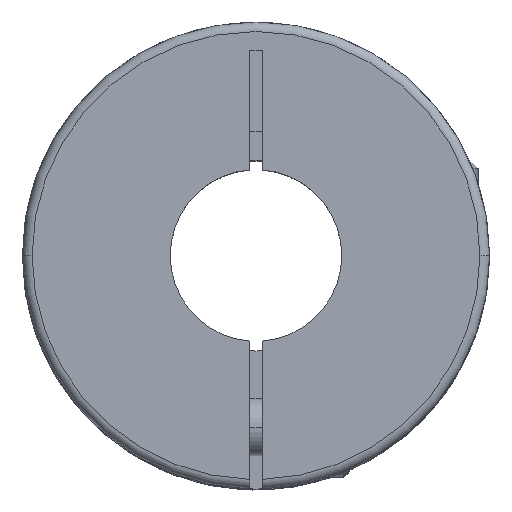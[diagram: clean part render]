
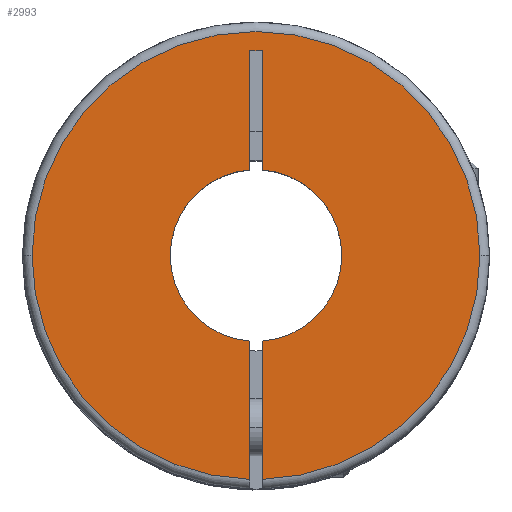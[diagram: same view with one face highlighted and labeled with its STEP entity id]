
A CAD part, top view. The second image highlights one B-rep face of the part: STEP entity #2993.
In plain terms, the highlighted planar face has unit normal (0, 0, 1).
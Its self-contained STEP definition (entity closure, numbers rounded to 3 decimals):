
#6 = DIRECTION ( 'NONE',  ( 0., 0., -1. ) ) ;
#88 = AXIS2_PLACEMENT_3D ( 'NONE', #1290, #686, #386 ) ;
#110 = DIRECTION ( 'NONE',  ( -1., 0., 0. ) ) ;
#130 = CARTESIAN_POINT ( 'NONE',  ( 0., 0., 0. ) ) ;
#217 = VECTOR ( 'NONE', #1394, 1000. ) ;
#241 = LINE ( 'NONE', #1455, #2120 ) ;
#338 = AXIS2_PLACEMENT_3D ( 'NONE', #1445, #2917, #3837 ) ;
#347 = AXIS2_PLACEMENT_3D ( 'NONE', #2102, #605, #3399 ) ;
#386 = DIRECTION ( 'NONE',  ( -1., 0., 0. ) ) ;
#389 = ORIENTED_EDGE ( 'NONE', *, *, #1714, .F. ) ;
#403 = ORIENTED_EDGE ( 'NONE', *, *, #1422, .F. ) ;
#461 = VERTEX_POINT ( 'NONE', #2636 ) ;
#605 = DIRECTION ( 'NONE',  ( 0., 0., -1. ) ) ;
#686 = DIRECTION ( 'NONE',  ( 0., 0., -1. ) ) ;
#692 = CARTESIAN_POINT ( 'NONE',  ( 0.65, -24.5, 0. ) ) ;
#724 = ORIENTED_EDGE ( 'NONE', *, *, #2191, .T. ) ;
#772 = EDGE_CURVE ( 'NONE', #2434, #1941, #2257, .T. ) ;
#801 = VECTOR ( 'NONE', #1773, 1000. ) ;
#847 = AXIS2_PLACEMENT_3D ( 'NONE', #3722, #6, #3337 ) ;
#881 = DIRECTION ( 'NONE',  ( 0., 1., 0. ) ) ;
#954 = CARTESIAN_POINT ( 'NONE',  ( 0.65, -8.976, 0. ) ) ;
#1012 = CARTESIAN_POINT ( 'NONE',  ( 0., 0., 0. ) ) ;
#1043 = AXIS2_PLACEMENT_3D ( 'NONE', #130, #1351, #110 ) ;
#1082 = CARTESIAN_POINT ( 'NONE',  ( -0.65, 21.5, 0. ) ) ;
#1090 = DIRECTION ( 'NONE',  ( 0., 0., -1. ) ) ;
#1129 = DIRECTION ( 'NONE',  ( 0., -1., 0. ) ) ;
#1152 = EDGE_LOOP ( 'NONE', ( #2978, #403, #1994, #724, #3685, #2517, #1782, #2282, #3951, #389, #2388 ) ) ;
#1201 = VERTEX_POINT ( 'NONE', #3025 ) ;
#1255 = EDGE_CURVE ( 'NONE', #1840, #2472, #241, .T. ) ;
#1290 = CARTESIAN_POINT ( 'NONE',  ( 0., 0., 0. ) ) ;
#1291 = DIRECTION ( 'NONE',  ( 0., 0., -1. ) ) ;
#1351 = DIRECTION ( 'NONE',  ( 0., 0., -1. ) ) ;
#1394 = DIRECTION ( 'NONE',  ( 0., -1., 0. ) ) ;
#1422 = EDGE_CURVE ( 'NONE', #2712, #461, #2371, .T. ) ;
#1425 = LINE ( 'NONE', #3296, #801 ) ;
#1445 = CARTESIAN_POINT ( 'NONE',  ( 0., 0., 0. ) ) ;
#1455 = CARTESIAN_POINT ( 'NONE',  ( 0.65, -24.5, 0. ) ) ;
#1465 = EDGE_CURVE ( 'NONE', #2472, #3666, #1425, .T. ) ;
#1518 = EDGE_CURVE ( 'NONE', #461, #1201, #2259, .T. ) ;
#1569 = VERTEX_POINT ( 'NONE', #2800 ) ;
#1645 = EDGE_CURVE ( 'NONE', #2712, #3737, #3096, .T. ) ;
#1714 = EDGE_CURVE ( 'NONE', #2543, #2434, #1745, .T. ) ;
#1745 = CIRCLE ( 'NONE', #1043, 23.5 ) ;
#1773 = DIRECTION ( 'NONE',  ( -1., 0., 0. ) ) ;
#1782 = ORIENTED_EDGE ( 'NONE', *, *, #1255, .F. ) ;
#1798 = AXIS2_PLACEMENT_3D ( 'NONE', #2932, #1090, #1129 ) ;
#1840 = VERTEX_POINT ( 'NONE', #2007 ) ;
#1864 = EDGE_CURVE ( 'NONE', #1201, #2543, #2959, .T. ) ;
#1883 = CARTESIAN_POINT ( 'NONE',  ( 23.5, 0., 0. ) ) ;
#1941 = VERTEX_POINT ( 'NONE', #954 ) ;
#1976 = EDGE_CURVE ( 'NONE', #1840, #1941, #2390, .T. ) ;
#1994 = ORIENTED_EDGE ( 'NONE', *, *, #1645, .T. ) ;
#2007 = CARTESIAN_POINT ( 'NONE',  ( 0.65, 8.976, 0. ) ) ;
#2102 = CARTESIAN_POINT ( 'NONE',  ( 0., 0., 0. ) ) ;
#2120 = VECTOR ( 'NONE', #881, 1000. ) ;
#2191 = EDGE_CURVE ( 'NONE', #3737, #1569, #2908, .T. ) ;
#2257 = LINE ( 'NONE', #692, #2354 ) ;
#2259 = CIRCLE ( 'NONE', #847, 23.5 ) ;
#2267 = CARTESIAN_POINT ( 'NONE',  ( -0.65, 21.5, 0. ) ) ;
#2282 = ORIENTED_EDGE ( 'NONE', *, *, #1976, .T. ) ;
#2354 = VECTOR ( 'NONE', #3139, 1000. ) ;
#2371 = LINE ( 'NONE', #3582, #3343 ) ;
#2388 = ORIENTED_EDGE ( 'NONE', *, *, #1864, .F. ) ;
#2390 = CIRCLE ( 'NONE', #347, 9. ) ;
#2434 = VERTEX_POINT ( 'NONE', #3668 ) ;
#2472 = VERTEX_POINT ( 'NONE', #2771 ) ;
#2517 = ORIENTED_EDGE ( 'NONE', *, *, #1465, .F. ) ;
#2543 = VERTEX_POINT ( 'NONE', #1883 ) ;
#2636 = CARTESIAN_POINT ( 'NONE',  ( -0.65, -23.491, 0. ) ) ;
#2668 = EDGE_CURVE ( 'NONE', #3666, #1569, #3209, .T. ) ;
#2712 = VERTEX_POINT ( 'NONE', #3569 ) ;
#2716 = DIRECTION ( 'NONE',  ( 0., -1., 0. ) ) ;
#2771 = CARTESIAN_POINT ( 'NONE',  ( 0.65, 21.5, 0. ) ) ;
#2800 = CARTESIAN_POINT ( 'NONE',  ( -0.65, 8.976, 0. ) ) ;
#2900 = FACE_OUTER_BOUND ( 'NONE', #1152, .T. ) ;
#2908 = CIRCLE ( 'NONE', #88, 9. ) ;
#2917 = DIRECTION ( 'NONE',  ( 0., 0., -1. ) ) ;
#2932 = CARTESIAN_POINT ( 'NONE',  ( 0., 0., 0. ) ) ;
#2959 = CIRCLE ( 'NONE', #338, 23.5 ) ;
#2978 = ORIENTED_EDGE ( 'NONE', *, *, #1518, .F. ) ;
#2993 = ADVANCED_FACE ( 'NONE', ( #2900 ), #3838, .F. ) ;
#3025 = CARTESIAN_POINT ( 'NONE',  ( -23.5, 0., 0. ) ) ;
#3096 = CIRCLE ( 'NONE', #3220, 9. ) ;
#3139 = DIRECTION ( 'NONE',  ( 0., 1., 0. ) ) ;
#3209 = LINE ( 'NONE', #1082, #217 ) ;
#3220 = AXIS2_PLACEMENT_3D ( 'NONE', #1012, #1291, #3800 ) ;
#3260 = CARTESIAN_POINT ( 'NONE',  ( -9., 0., 0. ) ) ;
#3296 = CARTESIAN_POINT ( 'NONE',  ( 0.65, 21.5, 0. ) ) ;
#3337 = DIRECTION ( 'NONE',  ( -1., 0., 0. ) ) ;
#3343 = VECTOR ( 'NONE', #2716, 1000. ) ;
#3399 = DIRECTION ( 'NONE',  ( -1., 0., 0. ) ) ;
#3569 = CARTESIAN_POINT ( 'NONE',  ( -0.65, -8.976, 0. ) ) ;
#3582 = CARTESIAN_POINT ( 'NONE',  ( -0.65, 21.5, 0. ) ) ;
#3666 = VERTEX_POINT ( 'NONE', #2267 ) ;
#3668 = CARTESIAN_POINT ( 'NONE',  ( 0.65, -23.491, 0. ) ) ;
#3685 = ORIENTED_EDGE ( 'NONE', *, *, #2668, .F. ) ;
#3722 = CARTESIAN_POINT ( 'NONE',  ( 0., 0., 0. ) ) ;
#3737 = VERTEX_POINT ( 'NONE', #3260 ) ;
#3800 = DIRECTION ( 'NONE',  ( -1., 0., 0. ) ) ;
#3837 = DIRECTION ( 'NONE',  ( -1., 0., 0. ) ) ;
#3838 = PLANE ( 'NONE',  #1798 ) ;
#3951 = ORIENTED_EDGE ( 'NONE', *, *, #772, .F. ) ;
